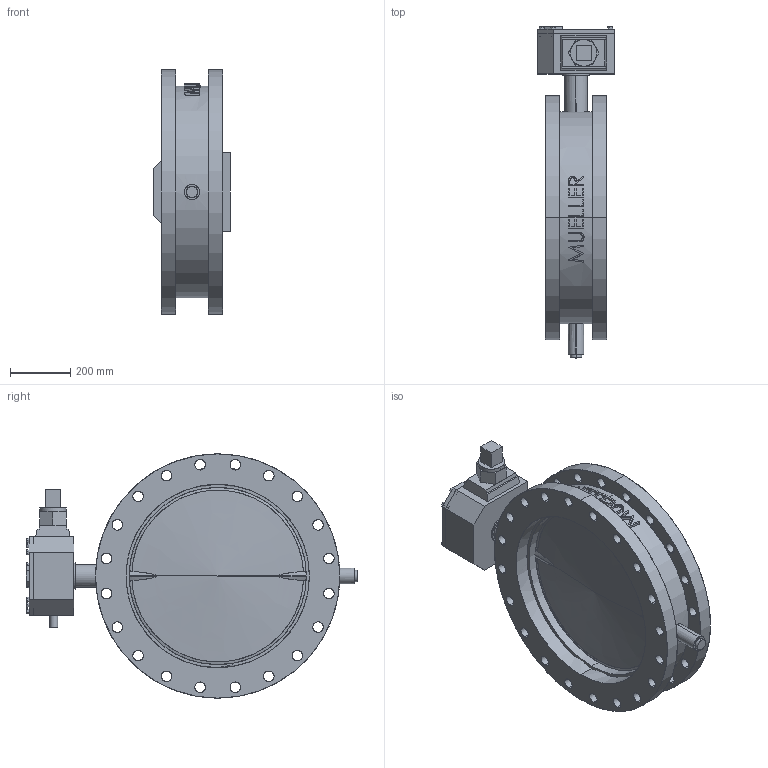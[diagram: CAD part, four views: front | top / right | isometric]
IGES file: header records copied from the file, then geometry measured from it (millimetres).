
Start section: SolidWorks IGES file using analytic representation for surfaces
Global section: file name: B_24.IGS; native system: SolidWorks 2014; preprocessor: SolidWorks 2014; author: PRINCE; date: 170804.232819; units: millimetre
Bounding box: 254 x 1104.39 x 812.8 mm (x, y, z)
Surface area: 3513748.3 mm2 (no closed solid volume)
Topology: 0 solids, 0 shells, 428 faces, 9012 edges, 9008 vertices
Faces by surface type: bspline 248, revolution 180
